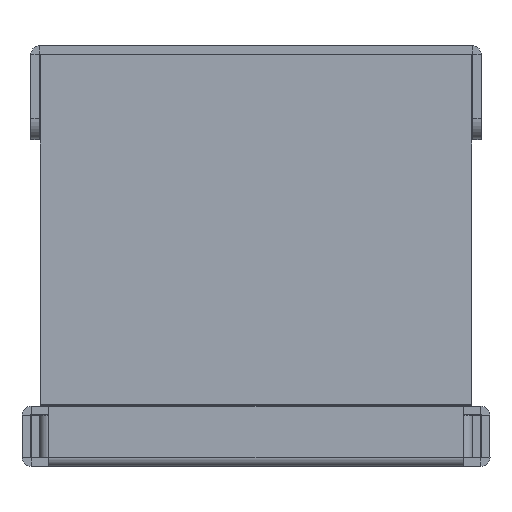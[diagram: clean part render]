
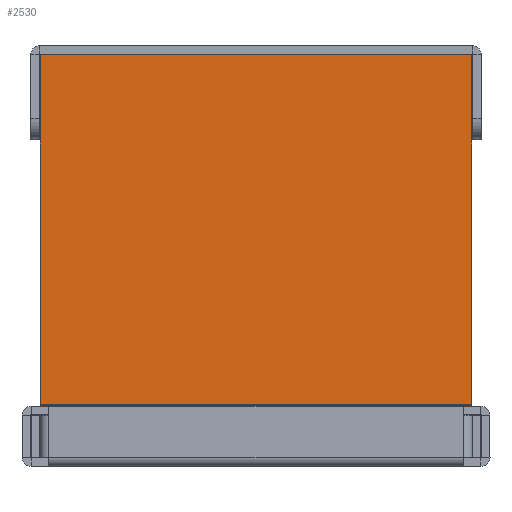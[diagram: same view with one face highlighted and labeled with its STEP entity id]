
A CAD part, front view. The second image highlights one B-rep face of the part: STEP entity #2530.
In plain terms, the highlighted planar face has unit normal (0, -1, 0).
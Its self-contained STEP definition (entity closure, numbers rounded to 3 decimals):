
#168=FACE_OUTER_BOUND('',#334,.T.);
#334=EDGE_LOOP('',(#1843,#1844,#1845,#1846));
#566=LINE('',#3915,#866);
#572=LINE('',#3929,#872);
#574=LINE('',#3933,#874);
#575=LINE('',#3934,#875);
#866=VECTOR('',#3136,10.);
#872=VECTOR('',#3148,0.2);
#874=VECTOR('',#3152,10.);
#875=VECTOR('',#3153,0.2);
#1133=VERTEX_POINT('',#3905);
#1134=VERTEX_POINT('',#3909);
#1139=VERTEX_POINT('',#3927);
#1140=VERTEX_POINT('',#3932);
#1382=EDGE_CURVE('',#1134,#1133,#566,.T.);
#1388=EDGE_CURVE('',#1134,#1139,#572,.T.);
#1390=EDGE_CURVE('',#1139,#1140,#574,.T.);
#1391=EDGE_CURVE('',#1133,#1140,#575,.T.);
#1843=ORIENTED_EDGE('',*,*,#1390,.T.);
#1844=ORIENTED_EDGE('',*,*,#1391,.F.);
#1845=ORIENTED_EDGE('',*,*,#1382,.F.);
#1846=ORIENTED_EDGE('',*,*,#1388,.T.);
#2388=PLANE('',#2726);
#2530=ADVANCED_FACE('',(#168),#2388,.T.);
#2726=AXIS2_PLACEMENT_3D('',#3931,#3150,#3151);
#3136=DIRECTION('',(1.,0.,0.));
#3148=DIRECTION('',(0.,0.,-1.));
#3150=DIRECTION('center_axis',(0.,-1.,0.));
#3151=DIRECTION('ref_axis',(0.,0.,1.));
#3152=DIRECTION('',(1.,0.,0.));
#3153=DIRECTION('',(0.,0.,-1.));
#3905=CARTESIAN_POINT('',(76.,60.1,144.914));
#3909=CARTESIAN_POINT('',(-76.,60.1,144.914));
#3915=CARTESIAN_POINT('',(76.,60.1,144.914));
#3927=CARTESIAN_POINT('',(-76.,60.1,21.714));
#3929=CARTESIAN_POINT('',(-76.,60.1,21.086));
#3931=CARTESIAN_POINT('Origin',(76.,60.1,21.714));
#3932=CARTESIAN_POINT('',(76.,60.1,21.714));
#3933=CARTESIAN_POINT('',(0.,60.1,21.714));
#3934=CARTESIAN_POINT('',(76.,60.1,21.086));
